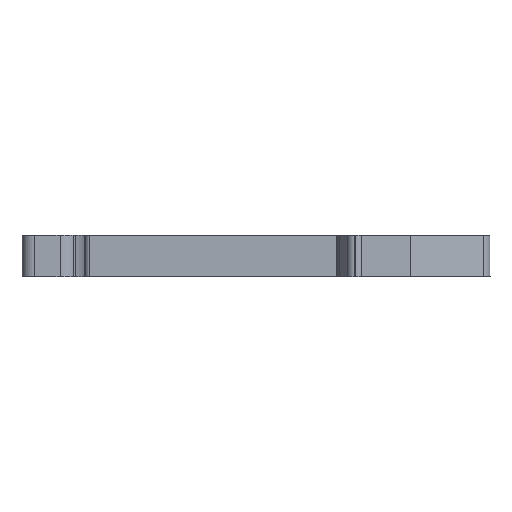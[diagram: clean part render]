
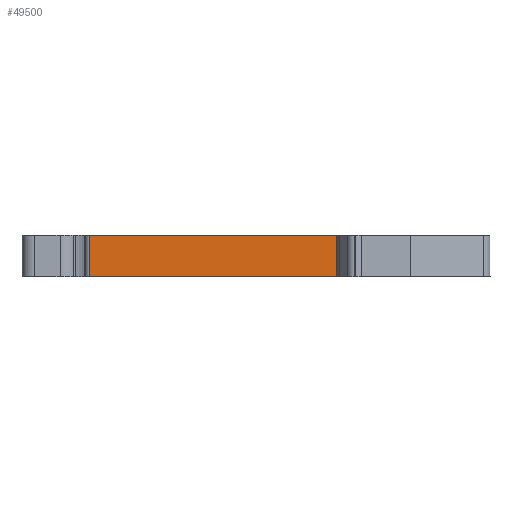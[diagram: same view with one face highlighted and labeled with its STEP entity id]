
A CAD part, front view. The second image highlights one B-rep face of the part: STEP entity #49500.
In plain terms, the highlighted face is planar.
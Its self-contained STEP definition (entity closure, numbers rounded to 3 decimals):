
#9190=CARTESIAN_POINT('',(49.63,-4.604,
-5.6));
#9200=VERTEX_POINT('',#9190);
#9230=CARTESIAN_POINT('',(49.63,-4.604,0.));
#9240=DIRECTION('',(0.,0.,1.));
#9250=VECTOR('',#9240,1.);
#9260=LINE('',#9230,#9250);
#9270=CARTESIAN_POINT('',(49.63,-4.604,
-0.45));
#9280=VERTEX_POINT('',#9270);
#9290=EDGE_CURVE('',#9200,#9280,#9260,.T.);
#21150=CARTESIAN_POINT('',(16.724,-8.644,
-0.45));
#21160=DIRECTION('',(0.,0.,1.));
#21170=VECTOR('',#21160,1.);
#21180=LINE('',#21150,#21170);
#21190=CARTESIAN_POINT('',(16.724,-8.644,
-5.6));
#21200=VERTEX_POINT('',#21190);
#21210=CARTESIAN_POINT('',(16.724,-8.644,
-0.45));
#21220=VERTEX_POINT('',#21210);
#21230=EDGE_CURVE('',#21200,#21220,#21180,.T.);
#37500=CARTESIAN_POINT('',(0.,-10.698,-0.45));
#37510=DIRECTION('',(0.993,0.122,
0.));
#37520=VECTOR('',#37510,1.);
#37530=LINE('',#37500,#37520);
#37540=EDGE_CURVE('',#21220,#9280,#37530,.T.);
#49340=CARTESIAN_POINT('',(48.217,-4.777,
-0.45));
#49350=DIRECTION('',(0.122,-0.993,
0.));
#49360=DIRECTION('',(-0.993,-0.122,
0.));
#49370=AXIS2_PLACEMENT_3D('',#49340,#49350,#49360);
#49380=PLANE('',#49370);
#49390=ORIENTED_EDGE('',*,*,#21230,.F.);
#49400=ORIENTED_EDGE('',*,*,#37540,.F.);
#49410=ORIENTED_EDGE('',*,*,#9290,.T.);
#49420=CARTESIAN_POINT('',(0.,-10.698,-5.6));
#49430=DIRECTION('',(0.993,0.122,-0.));
#49440=VECTOR('',#49430,1.);
#49450=LINE('',#49420,#49440);
#49460=EDGE_CURVE('',#21200,#9200,#49450,.T.);
#49470=ORIENTED_EDGE('',*,*,#49460,.T.);
#49480=EDGE_LOOP('',(#49470,#49410,#49400,#49390));
#49490=FACE_OUTER_BOUND('',#49480,.T.);
#49500=ADVANCED_FACE('',(#49490),#49380,.T.);
